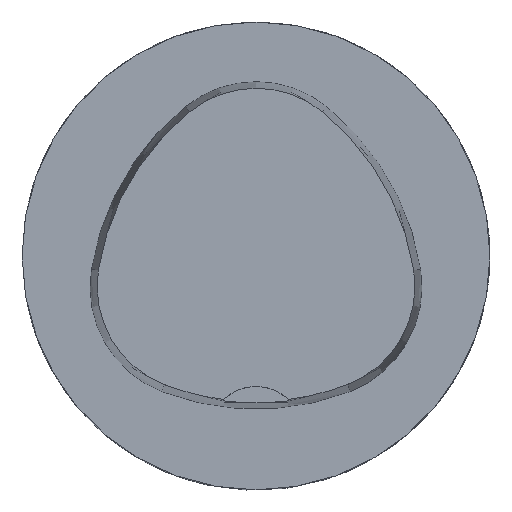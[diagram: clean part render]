
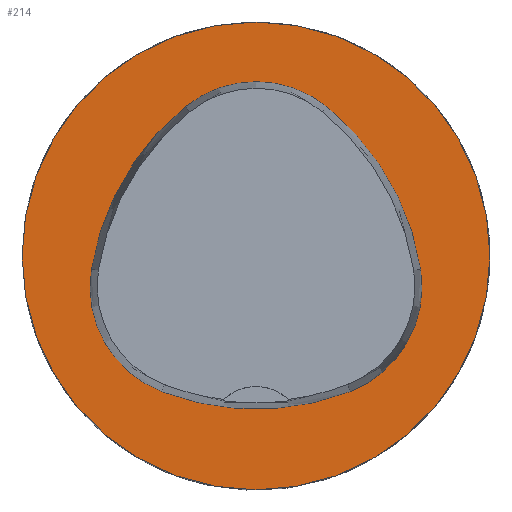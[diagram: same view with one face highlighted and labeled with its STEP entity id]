
A CAD part, top view. The second image highlights one B-rep face of the part: STEP entity #214.
In plain terms, the highlighted planar face has unit normal (0, 0, 1).
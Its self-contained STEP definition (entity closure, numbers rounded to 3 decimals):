
#133=PLANE('',#918);
#214=ADVANCED_FACE('',(#362,#363),#133,.T.);
#362=FACE_BOUND('',#403,.T.);
#363=FACE_BOUND('',#404,.T.);
#403=EDGE_LOOP('',(#550,#551,#552,#553,#554,#555));
#404=EDGE_LOOP('',(#556));
#550=ORIENTED_EDGE('',*,*,#793,.T.);
#551=ORIENTED_EDGE('',*,*,#773,.T.);
#552=ORIENTED_EDGE('',*,*,#777,.T.);
#553=ORIENTED_EDGE('',*,*,#780,.T.);
#554=ORIENTED_EDGE('',*,*,#783,.T.);
#555=ORIENTED_EDGE('',*,*,#791,.T.);
#556=ORIENTED_EDGE('',*,*,#764,.F.);
#685=VERTEX_POINT('',#1313);
#694=VERTEX_POINT('',#1332);
#695=VERTEX_POINT('',#1333);
#698=VERTEX_POINT('',#1341);
#700=VERTEX_POINT('',#1347);
#702=VERTEX_POINT('',#1353);
#709=VERTEX_POINT('',#1374);
#764=EDGE_CURVE('',#685,#685,#835,.T.);
#773=EDGE_CURVE('',#694,#695,#836,.T.);
#777=EDGE_CURVE('',#695,#698,#838,.T.);
#780=EDGE_CURVE('',#698,#700,#840,.T.);
#783=EDGE_CURVE('',#700,#702,#842,.T.);
#791=EDGE_CURVE('',#702,#709,#846,.T.);
#793=EDGE_CURVE('',#709,#694,#848,.T.);
#835=CIRCLE('',#890,25.0);
#836=CIRCLE('',#896,28.0);
#838=CIRCLE('',#899,12.0);
#840=CIRCLE('',#902,28.0);
#842=CIRCLE('',#905,12.0);
#846=CIRCLE('',#910,28.0);
#848=CIRCLE('',#913,12.0);
#890=AXIS2_PLACEMENT_3D('',#1312,#1044,#1045);
#896=AXIS2_PLACEMENT_3D('',#1331,#1060,#1061);
#899=AXIS2_PLACEMENT_3D('',#1340,#1068,#1069);
#902=AXIS2_PLACEMENT_3D('',#1346,#1075,#1076);
#905=AXIS2_PLACEMENT_3D('',#1352,#1082,#1083);
#910=AXIS2_PLACEMENT_3D('',#1375,#1094,#1095);
#913=AXIS2_PLACEMENT_3D('',#1378,#1100,#1101);
#918=AXIS2_PLACEMENT_3D('',#1383,#1110,#1111);
#1044=DIRECTION('',(0.0,0.0,-1.0));
#1045=DIRECTION('',(-1.0,0.0,0.0));
#1060=DIRECTION('',(0.0,0.0,-1.0));
#1061=DIRECTION('',(-1.0,0.0,0.0));
#1068=DIRECTION('',(0.0,0.0,-1.0));
#1069=DIRECTION('',(-1.0,0.0,0.0));
#1075=DIRECTION('',(0.0,0.0,-1.0));
#1076=DIRECTION('',(-1.0,0.0,0.0));
#1082=DIRECTION('',(0.0,0.0,-1.0));
#1083=DIRECTION('',(-1.0,0.0,0.0));
#1094=DIRECTION('',(0.0,0.0,-1.0));
#1095=DIRECTION('',(-1.0,0.0,0.0));
#1100=DIRECTION('',(0.0,0.0,-1.0));
#1101=DIRECTION('',(-1.0,0.0,0.0));
#1110=DIRECTION('',(0.0,0.0,1.0));
#1111=DIRECTION('',(1.0,0.0,0.0));
#1312=CARTESIAN_POINT('',(0.0,0.0,0.0));
#1313=CARTESIAN_POINT('',(-25.0,0.0,0.0));
#1331=CARTESIAN_POINT('',(10.068,-5.824,0.0));
#1332=CARTESIAN_POINT('',(-17.584,-1.424,0.0));
#1333=CARTESIAN_POINT('',(-7.531,15.953,0.0));
#1340=CARTESIAN_POINT('',(0.011,6.62,0.0));
#1341=CARTESIAN_POINT('',(7.567,15.942,0.0));
#1346=CARTESIAN_POINT('',(-10.063,-5.81,0.0));
#1347=CARTESIAN_POINT('',(17.59,-1.418,0.0));
#1352=CARTESIAN_POINT('',(5.739,-3.3,0.0));
#1353=CARTESIAN_POINT('',(10.05,-14.499,0.0));
#1374=CARTESIAN_POINT('',(-10.025,-14.516,0.0));
#1375=CARTESIAN_POINT('',(-0.01,11.631,0.0));
#1378=CARTESIAN_POINT('',(-5.733,-3.31,0.0));
#1383=CARTESIAN_POINT('',(0.0,0.0,0.0));
